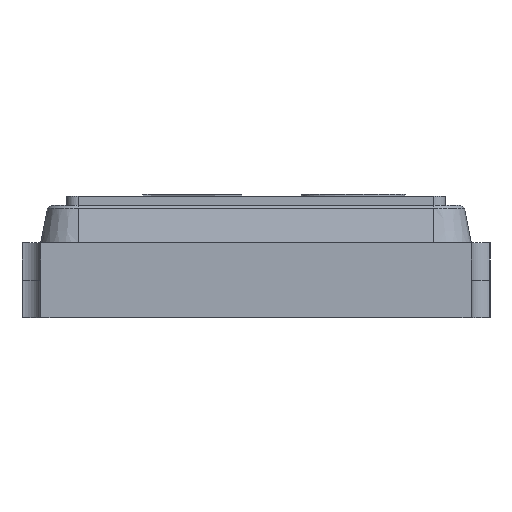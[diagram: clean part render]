
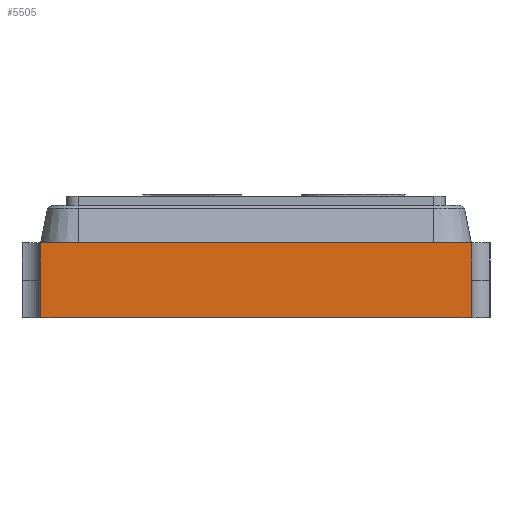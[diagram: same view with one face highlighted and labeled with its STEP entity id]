
A CAD part, left-side view. The second image highlights one B-rep face of the part: STEP entity #5505.
In plain terms, the highlighted planar face has unit normal (-1, 0, 0).
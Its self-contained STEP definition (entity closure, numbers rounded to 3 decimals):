
#45 = CARTESIAN_POINT ( 'NONE',  ( -1.6, 0., -0.2 ) ) ;
#310 = VERTEX_POINT ( 'NONE', #9007 ) ;
#343 = CARTESIAN_POINT ( 'NONE',  ( -1.6, 0., -0.401 ) ) ;
#411 = ORIENTED_EDGE ( 'NONE', *, *, #2586, .T. ) ;
#662 = EDGE_CURVE ( 'NONE', #5590, #1557, #1469, .T. ) ;
#724 = VERTEX_POINT ( 'NONE', #2435 ) ;
#771 = DIRECTION ( 'NONE',  ( 0., 0., 1. ) ) ;
#902 = DIRECTION ( 'NONE',  ( 0., 1., 0. ) ) ;
#1268 = VECTOR ( 'NONE', #5731, 1000. ) ;
#1469 = LINE ( 'NONE', #6089, #4284 ) ;
#1472 = ORIENTED_EDGE ( 'NONE', *, *, #7964, .F. ) ;
#1515 = CARTESIAN_POINT ( 'NONE',  ( -1.6, -1.1, -0.401 ) ) ;
#1554 = VERTEX_POINT ( 'NONE', #9297 ) ;
#1557 = VERTEX_POINT ( 'NONE', #7810 ) ;
#2169 = ORIENTED_EDGE ( 'NONE', *, *, #8279, .T. ) ;
#2291 = CARTESIAN_POINT ( 'NONE',  ( -1.6, -1.152, -0.401 ) ) ;
#2346 = DIRECTION ( 'NONE',  ( 0., 1., 0. ) ) ;
#2393 = CARTESIAN_POINT ( 'NONE',  ( -1.6, 1.15, -0.4 ) ) ;
#2435 = CARTESIAN_POINT ( 'NONE',  ( -1.6, -1.1, -0.401 ) ) ;
#2472 = DIRECTION ( 'NONE',  ( 1., 0., 0. ) ) ;
#2516 = ORIENTED_EDGE ( 'NONE', *, *, #662, .F. ) ;
#2575 = VERTEX_POINT ( 'NONE', #6112 ) ;
#2586 = EDGE_CURVE ( 'NONE', #4962, #1557, #6013, .T. ) ;
#2761 = CARTESIAN_POINT ( 'NONE',  ( -1.6, 0., -0.401 ) ) ;
#2867 = DIRECTION ( 'NONE',  ( 0., 1., 0. ) ) ;
#2971 = ORIENTED_EDGE ( 'NONE', *, *, #8935, .T. ) ;
#2997 = CARTESIAN_POINT ( 'NONE',  ( -1.6, -1.1, -0.4 ) ) ;
#3092 = ORIENTED_EDGE ( 'NONE', *, *, #6840, .T. ) ;
#3129 = EDGE_LOOP ( 'NONE', ( #4188, #1472, #3285, #2971, #7297, #3092, #2169, #6963, #411, #2516, #3938, #5769 ) ) ;
#3166 = VECTOR ( 'NONE', #5850, 1000. ) ;
#3271 = VECTOR ( 'NONE', #2867, 1000. ) ;
#3285 = ORIENTED_EDGE ( 'NONE', *, *, #7557, .T. ) ;
#3611 = VECTOR ( 'NONE', #2346, 1000. ) ;
#3693 = CARTESIAN_POINT ( 'NONE',  ( -1.6, 1.15, -0.2 ) ) ;
#3749 = VECTOR ( 'NONE', #8218, 1000. ) ;
#3914 = PLANE ( 'NONE',  #5773 ) ;
#3938 = ORIENTED_EDGE ( 'NONE', *, *, #8453, .F. ) ;
#3966 = CARTESIAN_POINT ( 'NONE',  ( -1.6, 1.15, 0. ) ) ;
#4059 = VERTEX_POINT ( 'NONE', #7457 ) ;
#4188 = ORIENTED_EDGE ( 'NONE', *, *, #6928, .F. ) ;
#4284 = VECTOR ( 'NONE', #771, 1000. ) ;
#4357 = DIRECTION ( 'NONE',  ( 0., 0., 1. ) ) ;
#4946 = CARTESIAN_POINT ( 'NONE',  ( -1.6, 1.152, -0.401 ) ) ;
#4962 = VERTEX_POINT ( 'NONE', #3693 ) ;
#5033 = LINE ( 'NONE', #8910, #6598 ) ;
#5116 = LINE ( 'NONE', #8833, #7247 ) ;
#5211 = VERTEX_POINT ( 'NONE', #2997 ) ;
#5434 = DIRECTION ( 'NONE',  ( 0., 0., -1. ) ) ;
#5505 = ADVANCED_FACE ( 'NONE', ( #7766 ), #3914, .F. ) ;
#5590 = VERTEX_POINT ( 'NONE', #4946 ) ;
#5731 = DIRECTION ( 'NONE',  ( 0., -1., 0. ) ) ;
#5762 = LINE ( 'NONE', #9385, #8509 ) ;
#5769 = ORIENTED_EDGE ( 'NONE', *, *, #9608, .T. ) ;
#5773 = AXIS2_PLACEMENT_3D ( 'NONE', #9205, #2472, #5434 ) ;
#5850 = DIRECTION ( 'NONE',  ( 0., 0., 1. ) ) ;
#5938 = LINE ( 'NONE', #6788, #3749 ) ;
#6013 = LINE ( 'NONE', #45, #8537 ) ;
#6089 = CARTESIAN_POINT ( 'NONE',  ( -1.6, 1.152, -0.401 ) ) ;
#6112 = CARTESIAN_POINT ( 'NONE',  ( -1.6, 1.1, -0.4 ) ) ;
#6510 = DIRECTION ( 'NONE',  ( 0., 0., 1. ) ) ;
#6589 = VECTOR ( 'NONE', #902, 1000. ) ;
#6598 = VECTOR ( 'NONE', #4357, 1000. ) ;
#6625 = VECTOR ( 'NONE', #7474, 1000. ) ;
#6667 = LINE ( 'NONE', #9688, #6625 ) ;
#6774 = CARTESIAN_POINT ( 'NONE',  ( -1.6, -1.15, -0.2 ) ) ;
#6788 = CARTESIAN_POINT ( 'NONE',  ( -1.6, 0., -0.2 ) ) ;
#6840 = EDGE_CURVE ( 'NONE', #7771, #7047, #5762, .T. ) ;
#6928 = EDGE_CURVE ( 'NONE', #5211, #2575, #9224, .T. ) ;
#6963 = ORIENTED_EDGE ( 'NONE', *, *, #7673, .F. ) ;
#7027 = LINE ( 'NONE', #3966, #6589 ) ;
#7047 = VERTEX_POINT ( 'NONE', #7202 ) ;
#7129 = LINE ( 'NONE', #343, #1268 ) ;
#7202 = CARTESIAN_POINT ( 'NONE',  ( -1.6, -1.15, 0. ) ) ;
#7247 = VECTOR ( 'NONE', #7305, 1000. ) ;
#7297 = ORIENTED_EDGE ( 'NONE', *, *, #8259, .F. ) ;
#7305 = DIRECTION ( 'NONE',  ( 0., 0., 1. ) ) ;
#7457 = CARTESIAN_POINT ( 'NONE',  ( -1.6, -1.152, -0.2 ) ) ;
#7474 = DIRECTION ( 'NONE',  ( 0., 0., 1. ) ) ;
#7557 = EDGE_CURVE ( 'NONE', #724, #9763, #7129, .T. ) ;
#7673 = EDGE_CURVE ( 'NONE', #4962, #1554, #6667, .T. ) ;
#7766 = FACE_OUTER_BOUND ( 'NONE', #3129, .T. ) ;
#7771 = VERTEX_POINT ( 'NONE', #6774 ) ;
#7810 = CARTESIAN_POINT ( 'NONE',  ( -1.6, 1.152, -0.2 ) ) ;
#7964 = EDGE_CURVE ( 'NONE', #724, #5211, #8879, .T. ) ;
#8218 = DIRECTION ( 'NONE',  ( 0., -1., 0. ) ) ;
#8259 = EDGE_CURVE ( 'NONE', #7771, #4059, #5938, .T. ) ;
#8279 = EDGE_CURVE ( 'NONE', #7047, #1554, #7027, .T. ) ;
#8453 = EDGE_CURVE ( 'NONE', #310, #5590, #9536, .T. ) ;
#8509 = VECTOR ( 'NONE', #6510, 1000. ) ;
#8537 = VECTOR ( 'NONE', #9051, 1000. ) ;
#8833 = CARTESIAN_POINT ( 'NONE',  ( -1.6, 1.1, -0.401 ) ) ;
#8879 = LINE ( 'NONE', #1515, #3166 ) ;
#8910 = CARTESIAN_POINT ( 'NONE',  ( -1.6, -1.152, -0.401 ) ) ;
#8935 = EDGE_CURVE ( 'NONE', #9763, #4059, #5033, .T. ) ;
#9007 = CARTESIAN_POINT ( 'NONE',  ( -1.6, 1.1, -0.401 ) ) ;
#9051 = DIRECTION ( 'NONE',  ( 0., 1., 0. ) ) ;
#9205 = CARTESIAN_POINT ( 'NONE',  ( -1.6, 1.15, -0.4 ) ) ;
#9224 = LINE ( 'NONE', #2393, #3611 ) ;
#9297 = CARTESIAN_POINT ( 'NONE',  ( -1.6, 1.15, 0. ) ) ;
#9385 = CARTESIAN_POINT ( 'NONE',  ( -1.6, -1.15, -0.4 ) ) ;
#9536 = LINE ( 'NONE', #2761, #3271 ) ;
#9608 = EDGE_CURVE ( 'NONE', #310, #2575, #5116, .T. ) ;
#9688 = CARTESIAN_POINT ( 'NONE',  ( -1.6, 1.15, -0.4 ) ) ;
#9763 = VERTEX_POINT ( 'NONE', #2291 ) ;
